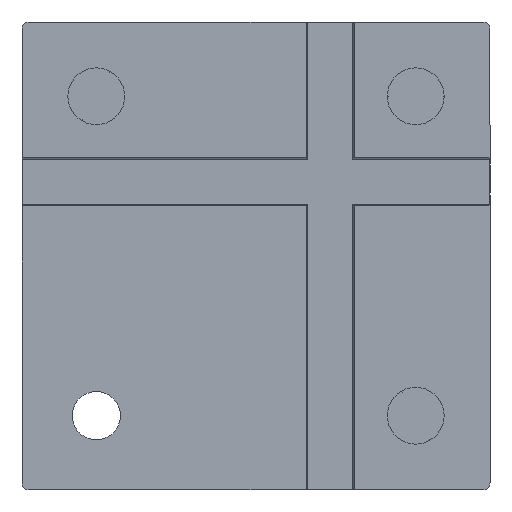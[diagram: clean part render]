
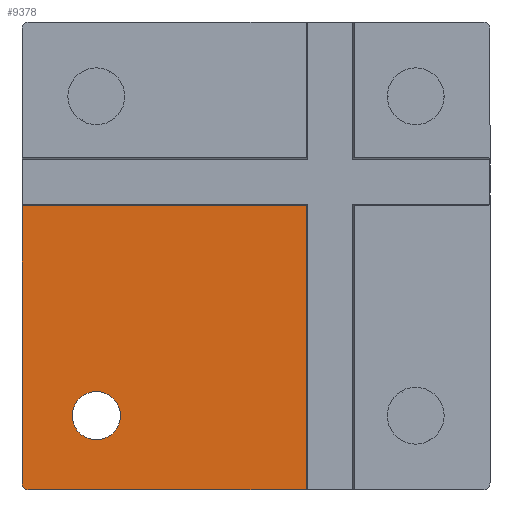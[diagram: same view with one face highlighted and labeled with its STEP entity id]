
A CAD part, front view. The second image highlights one B-rep face of the part: STEP entity #9378.
In plain terms, the highlighted face is planar.
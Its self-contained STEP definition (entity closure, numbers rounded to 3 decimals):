
#481 = EDGE_LOOP ( 'NONE', ( #9778, #9777 ) ) ;
#644 = EDGE_LOOP ( 'NONE', ( #9776, #9775, #9774, #9773, #9772 ) ) ;
#1562 = CARTESIAN_POINT ( 'NONE',  ( 106., 106., 0. ) ) ;
#1563 = DIRECTION ( 'NONE',  ( 0., 0., 1. ) ) ;
#1564 = DIRECTION ( 'NONE',  ( 1., 0., 0. ) ) ;
#2060 = CIRCLE ( 'NONE', #3333, 6.5 ) ;
#3298 = AXIS2_PLACEMENT_3D ( 'NONE', #4469, #4470, #4471 ) ;
#3299 = AXIS2_PLACEMENT_3D ( 'NONE', #4479, #4480, #4481 ) ;
#3333 = AXIS2_PLACEMENT_3D ( 'NONE', #1562, #1563, #1564 ) ;
#3483 = AXIS2_PLACEMENT_3D ( 'NONE', #7498, #7503, #7504 ) ;
#4459 = CARTESIAN_POINT ( 'NONE',  ( 63., 49.5, 0. ) ) ;
#4460 = DIRECTION ( 'NONE',  ( 1., 0., 0. ) ) ;
#4468 = CARTESIAN_POINT ( 'NONE',  ( 63., 126., 0. ) ) ;
#4469 = CARTESIAN_POINT ( 'NONE',  ( 106., 106., 0. ) ) ;
#4470 = DIRECTION ( 'NONE',  ( 0., 0., 1. ) ) ;
#4471 = DIRECTION ( 'NONE',  ( 1., 0., 0. ) ) ;
#4472 = CARTESIAN_POINT ( 'NONE',  ( 49.5, -75.741, 0. ) ) ;
#4473 = DIRECTION ( 'NONE',  ( 0., 1., 0. ) ) ;
#4474 = DIRECTION ( 'NONE',  ( 0., 1., 0. ) ) ;
#4475 = DIRECTION ( 'NONE',  ( -1., 0., 0. ) ) ;
#4478 = CARTESIAN_POINT ( 'NONE',  ( 126., -75.741, 0. ) ) ;
#4479 = CARTESIAN_POINT ( 'NONE',  ( 124., 124., 0. ) ) ;
#4480 = DIRECTION ( 'NONE',  ( 0., 0., 1. ) ) ;
#4481 = DIRECTION ( 'NONE',  ( 1., 0., 0. ) ) ;
#4576 = VERTEX_POINT ( 'NONE', #9592 ) ;
#4581 = VERTEX_POINT ( 'NONE', #9597 ) ;
#4583 = VERTEX_POINT ( 'NONE', #9599 ) ;
#4594 = VERTEX_POINT ( 'NONE', #9610 ) ;
#4603 = VERTEX_POINT ( 'NONE', #9619 ) ;
#5268 = LINE ( 'NONE', #4468, #5294 ) ;
#5286 = CIRCLE ( 'NONE', #3298, 6.5 ) ;
#5288 = LINE ( 'NONE', #4459, #5290 ) ;
#5289 = LINE ( 'NONE', #4472, #5292 ) ;
#5290 = VECTOR ( 'NONE', #4460, 1000. ) ;
#5291 = LINE ( 'NONE', #4478, #5297 ) ;
#5292 = VECTOR ( 'NONE', #4474, 1000. ) ;
#5293 = CIRCLE ( 'NONE', #3299, 2. ) ;
#5294 = VECTOR ( 'NONE', #4475, 1000. ) ;
#5297 = VECTOR ( 'NONE', #4473, 1000. ) ;
#5602 = FACE_BOUND ( 'NONE', #481, .T. ) ;
#5605 = FACE_OUTER_BOUND ( 'NONE', #644, .T. ) ;
#6498 = EDGE_CURVE ( 'NONE', #9928, #9926, #2060, .T. ) ;
#7497 = PLANE ( 'NONE',  #3483 ) ;
#7498 = CARTESIAN_POINT ( 'NONE',  ( 63., -75.741, 0. ) ) ;
#7503 = DIRECTION ( 'NONE',  ( 0., 0., 1. ) ) ;
#7504 = DIRECTION ( 'NONE',  ( 1., 0., 0. ) ) ;
#8108 = CARTESIAN_POINT ( 'NONE',  ( 112.5, 106., 0. ) ) ;
#8110 = CARTESIAN_POINT ( 'NONE',  ( 99.5, 106., 0. ) ) ;
#9175 = EDGE_CURVE ( 'NONE', #9926, #9928, #5286, .T. ) ;
#9176 = EDGE_CURVE ( 'NONE', #4603, #4576, #5288, .T. ) ;
#9177 = EDGE_CURVE ( 'NONE', #4603, #4581, #5289, .T. ) ;
#9178 = EDGE_CURVE ( 'NONE', #4583, #4581, #5268, .T. ) ;
#9179 = EDGE_CURVE ( 'NONE', #4594, #4583, #5293, .T. ) ;
#9180 = EDGE_CURVE ( 'NONE', #4576, #4594, #5291, .T. ) ;
#9378 = ADVANCED_FACE ( 'NONE', ( #5602, #5605 ), #7497, .F. ) ;
#9592 = CARTESIAN_POINT ( 'NONE',  ( 126., 49.5, 0. ) ) ;
#9597 = CARTESIAN_POINT ( 'NONE',  ( 49.5, 126., 0. ) ) ;
#9599 = CARTESIAN_POINT ( 'NONE',  ( 124., 126., 0. ) ) ;
#9610 = CARTESIAN_POINT ( 'NONE',  ( 126., 124., 0. ) ) ;
#9619 = CARTESIAN_POINT ( 'NONE',  ( 49.5, 49.5, 0. ) ) ;
#9772 = ORIENTED_EDGE ( 'NONE', *, *, #9180, .F. ) ;
#9773 = ORIENTED_EDGE ( 'NONE', *, *, #9179, .F. ) ;
#9774 = ORIENTED_EDGE ( 'NONE', *, *, #9178, .F. ) ;
#9775 = ORIENTED_EDGE ( 'NONE', *, *, #9177, .T. ) ;
#9776 = ORIENTED_EDGE ( 'NONE', *, *, #9176, .F. ) ;
#9777 = ORIENTED_EDGE ( 'NONE', *, *, #9175, .T. ) ;
#9778 = ORIENTED_EDGE ( 'NONE', *, *, #6498, .T. ) ;
#9926 = VERTEX_POINT ( 'NONE', #8108 ) ;
#9928 = VERTEX_POINT ( 'NONE', #8110 ) ;
